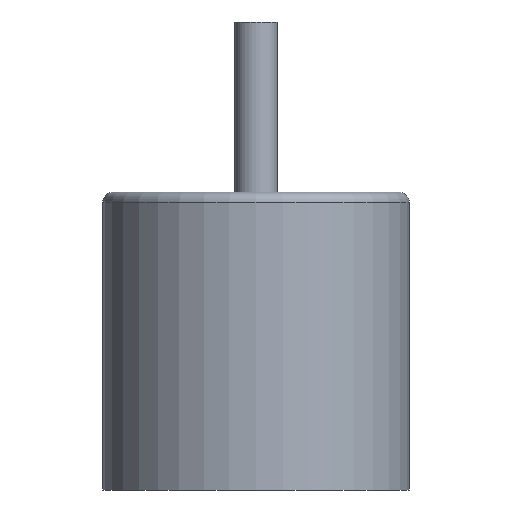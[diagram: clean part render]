
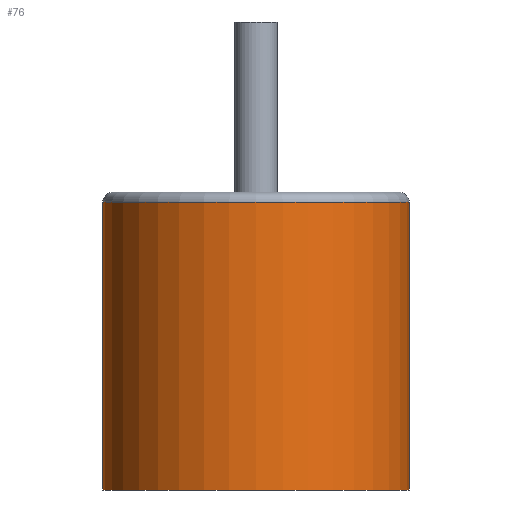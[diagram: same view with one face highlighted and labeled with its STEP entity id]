
A CAD part, front view. The second image highlights one B-rep face of the part: STEP entity #76.
In plain terms, the highlighted cylindrical face has radius 22.86 mm (diameter 45.72 mm), a partial arc.
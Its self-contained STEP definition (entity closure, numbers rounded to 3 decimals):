
#31 = VERTEX_POINT ( 'NONE', #591 ) ;
#76 = ADVANCED_FACE ( 'NONE', ( #814 ), #1280, .T. ) ;
#122 = DIRECTION ( 'NONE',  ( 0., 0., -1. ) ) ;
#143 = LINE ( 'NONE', #1172, #940 ) ;
#209 = EDGE_CURVE ( 'NONE', #31, #1333, #280, .T. ) ;
#280 = CIRCLE ( 'NONE', #1122, 22.86 ) ;
#379 = EDGE_CURVE ( 'NONE', #1333, #1132, #143, .T. ) ;
#411 = EDGE_LOOP ( 'NONE', ( #751, #937, #457, #985 ) ) ;
#457 = ORIENTED_EDGE ( 'NONE', *, *, #379, .T. ) ;
#540 = EDGE_CURVE ( 'NONE', #1132, #1143, #1464, .T. ) ;
#550 = CARTESIAN_POINT ( 'NONE',  ( -22.86, 0., 0. ) ) ;
#559 = DIRECTION ( 'NONE',  ( 1., 0., 0. ) ) ;
#591 = CARTESIAN_POINT ( 'NONE',  ( 22.86, 0., 42.926 ) ) ;
#668 = CARTESIAN_POINT ( 'NONE',  ( 0., 0., 42.926 ) ) ;
#701 = DIRECTION ( 'NONE',  ( 0., 0., -1. ) ) ;
#705 = AXIS2_PLACEMENT_3D ( 'NONE', #1309, #1247, #1016 ) ;
#751 = ORIENTED_EDGE ( 'NONE', *, *, #896, .F. ) ;
#775 = CARTESIAN_POINT ( 'NONE',  ( 22.86, 0., 0. ) ) ;
#814 = FACE_OUTER_BOUND ( 'NONE', #411, .T. ) ;
#832 = CARTESIAN_POINT ( 'NONE',  ( 0., 0., 44.45 ) ) ;
#838 = CARTESIAN_POINT ( 'NONE',  ( -22.86, 0., 42.926 ) ) ;
#896 = EDGE_CURVE ( 'NONE', #31, #1143, #979, .T. ) ;
#937 = ORIENTED_EDGE ( 'NONE', *, *, #209, .T. ) ;
#940 = VECTOR ( 'NONE', #1275, 1000. ) ;
#979 = LINE ( 'NONE', #1440, #1097 ) ;
#985 = ORIENTED_EDGE ( 'NONE', *, *, #540, .T. ) ;
#987 = DIRECTION ( 'NONE',  ( 0., 0., -1. ) ) ;
#1016 = DIRECTION ( 'NONE',  ( 1., 0., 0. ) ) ;
#1097 = VECTOR ( 'NONE', #987, 1000. ) ;
#1122 = AXIS2_PLACEMENT_3D ( 'NONE', #668, #122, #559 ) ;
#1132 = VERTEX_POINT ( 'NONE', #550 ) ;
#1143 = VERTEX_POINT ( 'NONE', #775 ) ;
#1149 = AXIS2_PLACEMENT_3D ( 'NONE', #832, #701, #1168 ) ;
#1168 = DIRECTION ( 'NONE',  ( -1., 0., 0. ) ) ;
#1172 = CARTESIAN_POINT ( 'NONE',  ( -22.86, 0., 44.45 ) ) ;
#1247 = DIRECTION ( 'NONE',  ( 0., 0., 1. ) ) ;
#1275 = DIRECTION ( 'NONE',  ( 0., 0., -1. ) ) ;
#1280 = CYLINDRICAL_SURFACE ( 'NONE', #1149, 22.86 ) ;
#1309 = CARTESIAN_POINT ( 'NONE',  ( 0., 0., 0. ) ) ;
#1333 = VERTEX_POINT ( 'NONE', #838 ) ;
#1440 = CARTESIAN_POINT ( 'NONE',  ( 22.86, 0., 44.45 ) ) ;
#1464 = CIRCLE ( 'NONE', #705, 22.86 ) ;
